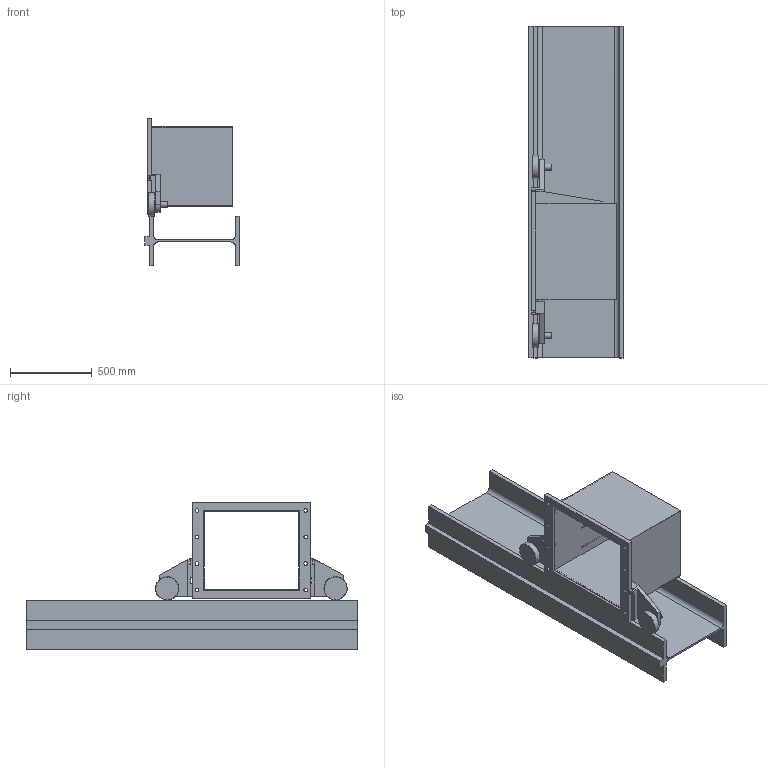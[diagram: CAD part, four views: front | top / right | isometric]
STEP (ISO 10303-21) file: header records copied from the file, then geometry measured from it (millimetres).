
FILE_DESCRIPTION(('FreeCAD Model'),'2;1');
FILE_NAME('Open CASCADE Shape Model','2025-05-09T08:36:32',('FreeCAD'),( 'FreeCAD'),'Open CASCADE STEP processor 7.6','FreeCAD','Unknown');
FILE_SCHEMA(('AUTOMOTIVE_DESIGN { 1 0 10303 214 1 1 1 1 }'));
Length unit declared in the file: millimetre
Products named in the file (1): Open CASCADE STEP translator 7.6 1
Bounding box: 579.32 x 2032.7 x 904.55 mm (x, y, z)
Volume: 61386957.6 mm3; surface area: 7836342.1 mm2
Topology: 6 solids, 6 shells, 133 faces, 801 edges, 1024 vertices
Faces by surface type: bspline 133
Entity records: 7889 total; most frequent: CARTESIAN_POINT 4475, ORIENTED_EDGE 716, B_SPLINE_CURVE_WITH_KNOTS 609, GEOMETRIC_CURVE_SET 443, TRIMMED_CURVE 443, EDGE_CURVE 358, VERTEX_POINT 242, FACE_BOUND 172
